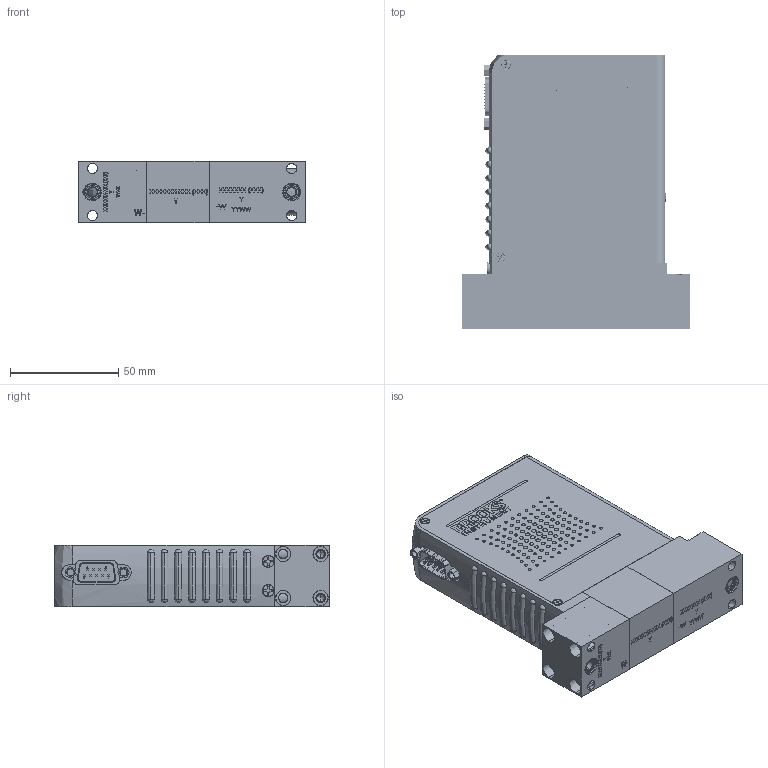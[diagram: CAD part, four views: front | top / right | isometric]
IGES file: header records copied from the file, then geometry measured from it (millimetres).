
Start section: SolidWorks IGES file using analytic representation for surfaces
Global section: file name: GF100-GF120-GF-125-WX-SX.IGS; native system: SolidWorks 2019; preprocessor: SolidWorks 2019; author: CFehr; date: 200107.164241; units: inch
Bounding box: 104.95 x 127 x 28.45 mm (x, y, z)
Volume: 94988.8 mm3; surface area: 81408.4 mm2
Topology: 25 solids, 28 shells, 3803 faces, 9808 edges, 6459 vertices
Faces by surface type: plane 1925, bspline 1437, revolution 441
